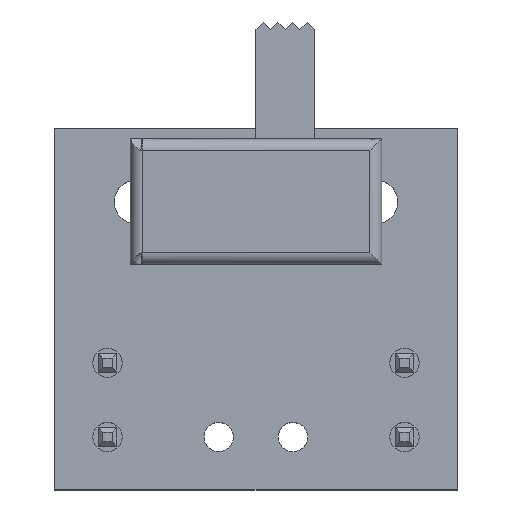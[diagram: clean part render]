
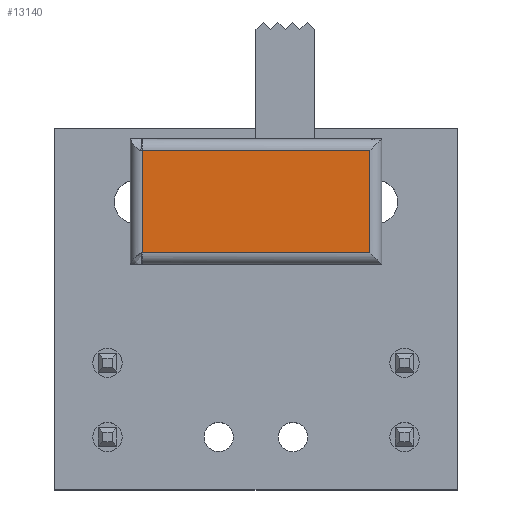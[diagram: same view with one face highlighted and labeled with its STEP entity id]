
A CAD part, top view. The second image highlights one B-rep face of the part: STEP entity #13140.
In plain terms, the highlighted face is planar.
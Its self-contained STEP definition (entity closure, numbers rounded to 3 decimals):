
#5439 = CYLINDRICAL_SURFACE('',#5440,0.403);
#5440 = AXIS2_PLACEMENT_3D('',#5441,#5442,#5443);
#5441 = CARTESIAN_POINT('',(0.,4.297,1.747));
#5442 = DIRECTION('',(-1.,0.,0.));
#5443 = DIRECTION('',(0.,0.,1.));
#5719 = CYLINDRICAL_SURFACE('',#5720,0.403);
#5720 = AXIS2_PLACEMENT_3D('',#5721,#5722,#5723);
#5721 = CARTESIAN_POINT('',(3.897,4.297,-2.1));
#5722 = DIRECTION('',(0.,0.,-1.));
#5723 = DIRECTION('',(-1.,0.,0.));
#7979 = CYLINDRICAL_SURFACE('',#7980,0.403);
#7980 = AXIS2_PLACEMENT_3D('',#7981,#7982,#7983);
#7981 = CARTESIAN_POINT('',(0.,4.297,-1.747));
#7982 = DIRECTION('',(1.,0.,0.));
#7983 = DIRECTION('',(0.,0.,-1.));
#13140 = ADVANCED_FACE('',(#13141),#13155,.F.);
#13141 = FACE_BOUND('',#13142,.F.);
#13142 = EDGE_LOOP('',(#13143,#13173,#13196,#13224));
#13143 = ORIENTED_EDGE('',*,*,#13144,.F.);
#13144 = EDGE_CURVE('',#13145,#13147,#13149,.T.);
#13145 = VERTEX_POINT('',#13146);
#13146 = CARTESIAN_POINT('',(3.897,4.7,1.747));
#13147 = VERTEX_POINT('',#13148);
#13148 = CARTESIAN_POINT('',(3.897,4.7,-1.747));
#13149 = SURFACE_CURVE('',#13150,(#13154,#13166),.PCURVE_S1.);
#13150 = LINE('',#13151,#13152);
#13151 = CARTESIAN_POINT('',(3.897,4.7,-2.1));
#13152 = VECTOR('',#13153,1.);
#13153 = DIRECTION('',(-0.,-0.,-1.));
#13154 = PCURVE('',#13155,#13160);
#13155 = PLANE('',#13156);
#13156 = AXIS2_PLACEMENT_3D('',#13157,#13158,#13159);
#13157 = CARTESIAN_POINT('',(0.,4.7,0.)
  );
#13158 = DIRECTION('',(0.,-1.,-0.));
#13159 = DIRECTION('',(1.,0.,0.));
#13160 = DEFINITIONAL_REPRESENTATION('',(#13161),#13165);
#13161 = LINE('',#13162,#13163);
#13162 = CARTESIAN_POINT('',(3.897,-2.1));
#13163 = VECTOR('',#13164,1.);
#13164 = DIRECTION('',(0.,-1.));
#13165 = ( GEOMETRIC_REPRESENTATION_CONTEXT(2) 
PARAMETRIC_REPRESENTATION_CONTEXT() REPRESENTATION_CONTEXT('2D SPACE',''
  ) );
#13166 = PCURVE('',#5719,#13167);
#13167 = DEFINITIONAL_REPRESENTATION('',(#13168),#13172);
#13168 = LINE('',#13169,#13170);
#13169 = CARTESIAN_POINT('',(1.571,0.));
#13170 = VECTOR('',#13171,1.);
#13171 = DIRECTION('',(0.,1.));
#13172 = ( GEOMETRIC_REPRESENTATION_CONTEXT(2) 
PARAMETRIC_REPRESENTATION_CONTEXT() REPRESENTATION_CONTEXT('2D SPACE',''
  ) );
#13173 = ORIENTED_EDGE('',*,*,#13174,.F.);
#13174 = EDGE_CURVE('',#13175,#13145,#13177,.T.);
#13175 = VERTEX_POINT('',#13176);
#13176 = CARTESIAN_POINT('',(-3.897,4.7,1.747));
#13177 = SURFACE_CURVE('',#13178,(#13182,#13189),.PCURVE_S1.);
#13178 = LINE('',#13179,#13180);
#13179 = CARTESIAN_POINT('',(3.89,4.7,1.747));
#13180 = VECTOR('',#13181,1.);
#13181 = DIRECTION('',(1.,0.,0.));
#13182 = PCURVE('',#13155,#13183);
#13183 = DEFINITIONAL_REPRESENTATION('',(#13184),#13188);
#13184 = LINE('',#13185,#13186);
#13185 = CARTESIAN_POINT('',(3.89,1.747));
#13186 = VECTOR('',#13187,1.);
#13187 = DIRECTION('',(1.,0.));
#13188 = ( GEOMETRIC_REPRESENTATION_CONTEXT(2) 
PARAMETRIC_REPRESENTATION_CONTEXT() REPRESENTATION_CONTEXT('2D SPACE',''
  ) );
#13189 = PCURVE('',#5439,#13190);
#13190 = DEFINITIONAL_REPRESENTATION('',(#13191),#13195);
#13191 = LINE('',#13192,#13193);
#13192 = CARTESIAN_POINT('',(1.571,-3.89));
#13193 = VECTOR('',#13194,1.);
#13194 = DIRECTION('',(0.,-1.));
#13195 = ( GEOMETRIC_REPRESENTATION_CONTEXT(2) 
PARAMETRIC_REPRESENTATION_CONTEXT() REPRESENTATION_CONTEXT('2D SPACE',''
  ) );
#13196 = ORIENTED_EDGE('',*,*,#13197,.F.);
#13197 = EDGE_CURVE('',#13198,#13175,#13200,.T.);
#13198 = VERTEX_POINT('',#13199);
#13199 = CARTESIAN_POINT('',(-3.897,4.7,-1.747));
#13200 = SURFACE_CURVE('',#13201,(#13205,#13212),.PCURVE_S1.);
#13201 = LINE('',#13202,#13203);
#13202 = CARTESIAN_POINT('',(-3.897,4.7,1.747));
#13203 = VECTOR('',#13204,1.);
#13204 = DIRECTION('',(-0.,-0.,1.));
#13205 = PCURVE('',#13155,#13206);
#13206 = DEFINITIONAL_REPRESENTATION('',(#13207),#13211);
#13207 = LINE('',#13208,#13209);
#13208 = CARTESIAN_POINT('',(-3.897,1.747));
#13209 = VECTOR('',#13210,1.);
#13210 = DIRECTION('',(0.,1.));
#13211 = ( GEOMETRIC_REPRESENTATION_CONTEXT(2) 
PARAMETRIC_REPRESENTATION_CONTEXT() REPRESENTATION_CONTEXT('2D SPACE',''
  ) );
#13212 = PCURVE('',#13213,#13218);
#13213 = CYLINDRICAL_SURFACE('',#13214,0.403);
#13214 = AXIS2_PLACEMENT_3D('',#13215,#13216,#13217);
#13215 = CARTESIAN_POINT('',(-3.897,4.297,-1.063));
#13216 = DIRECTION('',(0.,0.,1.));
#13217 = DIRECTION('',(1.,0.,-0.));
#13218 = DEFINITIONAL_REPRESENTATION('',(#13219),#13223);
#13219 = LINE('',#13220,#13221);
#13220 = CARTESIAN_POINT('',(1.571,2.81));
#13221 = VECTOR('',#13222,1.);
#13222 = DIRECTION('',(0.,1.));
#13223 = ( GEOMETRIC_REPRESENTATION_CONTEXT(2) 
PARAMETRIC_REPRESENTATION_CONTEXT() REPRESENTATION_CONTEXT('2D SPACE',''
  ) );
#13224 = ORIENTED_EDGE('',*,*,#13225,.F.);
#13225 = EDGE_CURVE('',#13147,#13198,#13226,.T.);
#13226 = SURFACE_CURVE('',#13227,(#13231,#13238),.PCURVE_S1.);
#13227 = LINE('',#13228,#13229);
#13228 = CARTESIAN_POINT('',(-3.89,4.7,-1.747));
#13229 = VECTOR('',#13230,1.);
#13230 = DIRECTION('',(-1.,0.,0.));
#13231 = PCURVE('',#13155,#13232);
#13232 = DEFINITIONAL_REPRESENTATION('',(#13233),#13237);
#13233 = LINE('',#13234,#13235);
#13234 = CARTESIAN_POINT('',(-3.89,-1.747));
#13235 = VECTOR('',#13236,1.);
#13236 = DIRECTION('',(-1.,0.));
#13237 = ( GEOMETRIC_REPRESENTATION_CONTEXT(2) 
PARAMETRIC_REPRESENTATION_CONTEXT() REPRESENTATION_CONTEXT('2D SPACE',''
  ) );
#13238 = PCURVE('',#7979,#13239);
#13239 = DEFINITIONAL_REPRESENTATION('',(#13240),#13244);
#13240 = LINE('',#13241,#13242);
#13241 = CARTESIAN_POINT('',(1.571,-3.89));
#13242 = VECTOR('',#13243,1.);
#13243 = DIRECTION('',(0.,-1.));
#13244 = ( GEOMETRIC_REPRESENTATION_CONTEXT(2) 
PARAMETRIC_REPRESENTATION_CONTEXT() REPRESENTATION_CONTEXT('2D SPACE',''
  ) );
